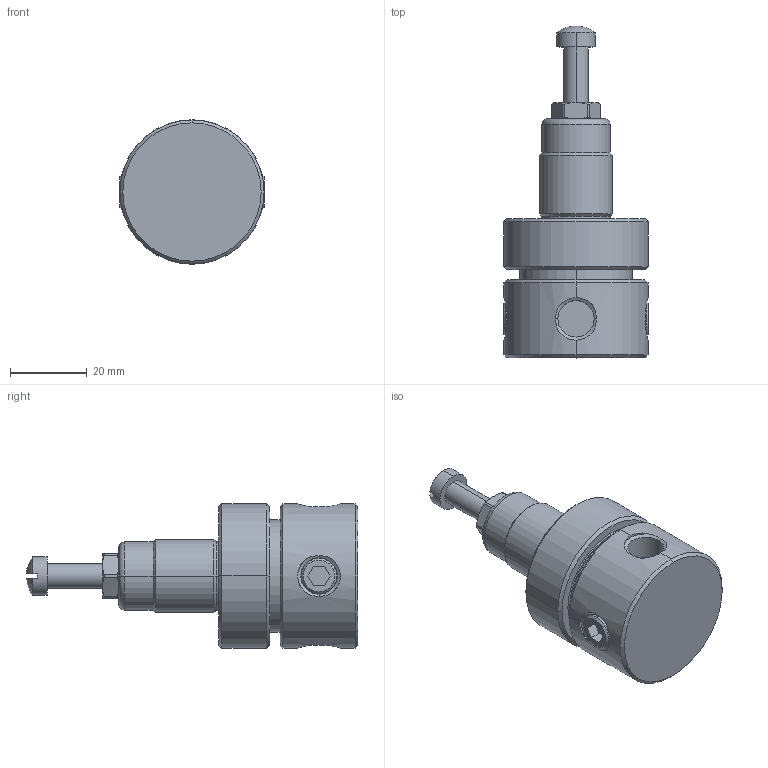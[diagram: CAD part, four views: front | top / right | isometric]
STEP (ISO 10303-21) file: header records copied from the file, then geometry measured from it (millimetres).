
FILE_DESCRIPTION (( 'STEP AP214' ), '1' );
FILE_NAME ('Norgren-R06-122-RNKA.step', '2019-03-04T15:38:41', ( '' ), ( '' ), 'SwSTEP 2.0', 'SolidWorks 2019', '' );
FILE_SCHEMA (( 'AUTOMOTIVE_DESIGN' ));
Length unit declared in the file: inch
Products named in the file (6): Norgren-R06-122-RNKA_Body-Regulator_1-8 NPT; Norgren-R06-122-RNKA_Panel Nut 1; Norgren-R06-122-RNKA_Screw; Norgren-R06-122-RNKA_Plug; Norgren-R06-122-RNKA; Norgren-R06-122-RNKA_Bonnet_Bonnet-Knob
Assembly tree (6 placements, depth 2):
  Norgren-R06-122-RNKA
    Norgren-R06-122-RNKA_Body-Regulator_1-8 NPT
    Norgren-R06-122-RNKA_Bonnet_Bonnet-Knob
    Norgren-R06-122-RNKA_Screw
    Norgren-R06-122-RNKA_Panel Nut 1
    Norgren-R06-122-RNKA_Plug  x2
Bounding box: 37.7 x 86.61 x 37.7 mm (x, y, z)
Volume: 44700.1 mm3; surface area: 15048.3 mm2
Topology: 6 solids, 6 shells, 142 faces, 310 edges, 190 vertices
Faces by surface type: cylinder 50, cone 44, plane 44, torus 2, sphere 2
Entity records: 4046 total; most frequent: CARTESIAN_POINT 978, DIRECTION 624, ORIENTED_EDGE 556, EDGE_CURVE 278, AXIS2_PLACEMENT_3D 262, VERTEX_POINT 170, EDGE_LOOP 138, FACE_OUTER_BOUND 127
